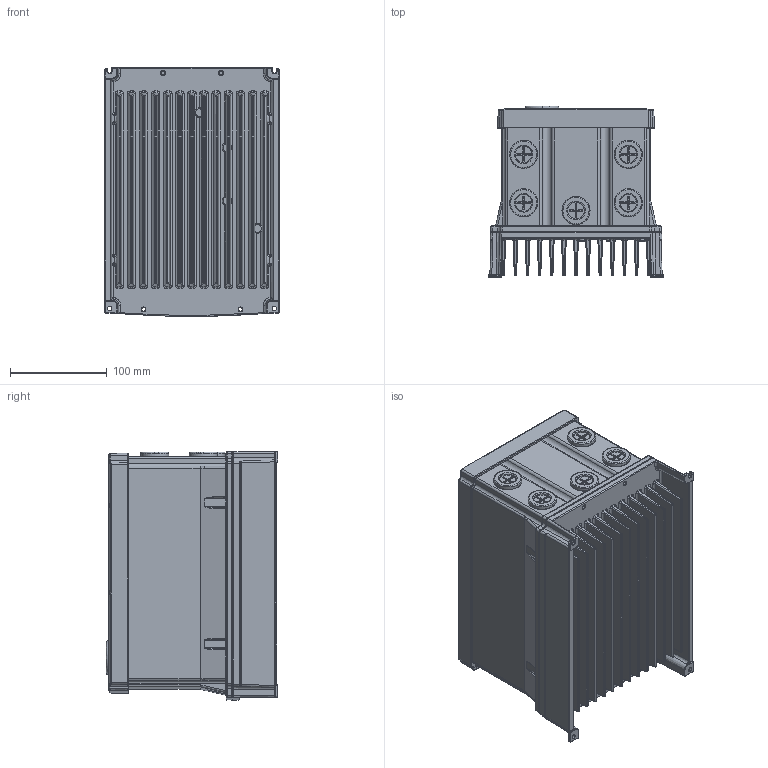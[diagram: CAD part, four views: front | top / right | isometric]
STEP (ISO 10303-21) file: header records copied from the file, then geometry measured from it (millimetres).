
FILE_DESCRIPTION (( 'STEP AP214' ), '1' );
FILE_NAME ('total_assy_ip66_008__asm 0210 B fXTb ext1C No Knob 1 COMPLETE SMaller 1.STEP', '2021-03-10T21:24:47', ( '' ), ( '' ), 'SwSTEP 2.0', 'SolidWorks 2017', '' );
FILE_SCHEMA (( 'AUTOMOTIVE_DESIGN' ));
Length unit declared in the file: inch
Products named in the file (1): total_assy_ip66_008__asm 0210 B fXTb ext1C No Knob 1 COMPLETE SMaller 1
Bounding box: 180 x 177.1 x 256.57 mm (x, y, z)
Volume: 5390677 mm3; surface area: 620680.9 mm2
Topology: 2 solids, 39 shells, 2831 faces, 7062 edges, 4225 vertices
Faces by surface type: cylinder 918, plane 876, bspline 829, cone 186, torus 22
Entity records: 122316 total; most frequent: CARTESIAN_POINT 64104, ORIENTED_EDGE 13826, DIRECTION 9838, EDGE_CURVE 6913, VERTEX_POINT 4225, AXIS2_PLACEMENT_3D 3596, EDGE_LOOP 2916, FACE_OUTER_BOUND 2831
